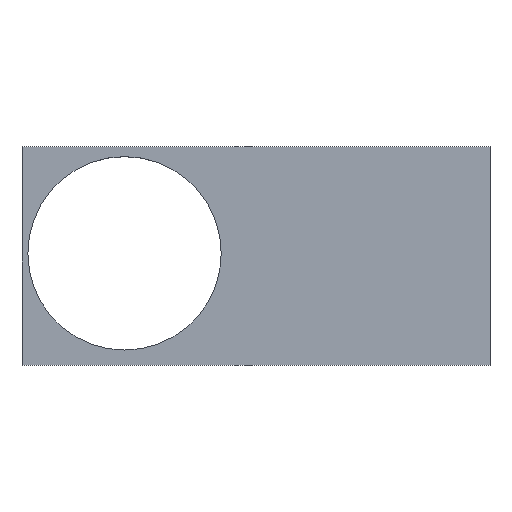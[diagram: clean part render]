
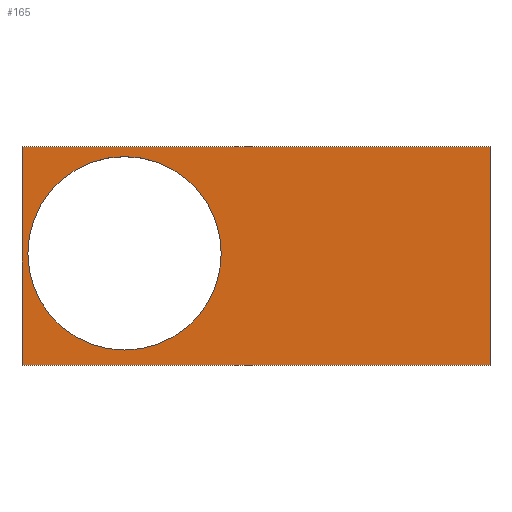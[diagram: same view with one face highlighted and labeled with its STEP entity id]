
A CAD part, top view. The second image highlights one B-rep face of the part: STEP entity #165.
In plain terms, the highlighted planar face has unit normal (0, 0, 1).
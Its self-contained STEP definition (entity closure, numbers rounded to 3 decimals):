
#4 = DIRECTION ( 'NONE',  ( 0., -1., 0. ) ) ;
#8 = CARTESIAN_POINT ( 'NONE',  ( 0., 0., 2. ) ) ;
#20 = VERTEX_POINT ( 'NONE', #196 ) ;
#22 = DIRECTION ( 'NONE',  ( 1., 0., 0. ) ) ;
#25 = EDGE_CURVE ( 'NONE', #20, #200, #148, .T. ) ;
#28 = VERTEX_POINT ( 'NONE', #146 ) ;
#33 = CARTESIAN_POINT ( 'NONE',  ( 0., 0., 2. ) ) ;
#49 = ORIENTED_EDGE ( 'NONE', *, *, #25, .T. ) ;
#51 = EDGE_CURVE ( 'NONE', #200, #28, #53, .T. ) ;
#53 = LINE ( 'NONE', #249, #140 ) ;
#57 = CARTESIAN_POINT ( 'NONE',  ( 16.433, 17.926, 2. ) ) ;
#59 = EDGE_CURVE ( 'NONE', #136, #20, #75, .T. ) ;
#60 = CARTESIAN_POINT ( 'NONE',  ( 0.933, 17.926, 2. ) ) ;
#64 = AXIS2_PLACEMENT_3D ( 'NONE', #128, #180, #206 ) ;
#65 = CARTESIAN_POINT ( 'NONE',  ( 0., 35., 2. ) ) ;
#75 = LINE ( 'NONE', #33, #310 ) ;
#80 = FACE_OUTER_BOUND ( 'NONE', #205, .T. ) ;
#81 = EDGE_LOOP ( 'NONE', ( #117, #126 ) ) ;
#95 = ORIENTED_EDGE ( 'NONE', *, *, #51, .T. ) ;
#107 = CARTESIAN_POINT ( 'NONE',  ( 31.933, 17.926, 2. ) ) ;
#115 = DIRECTION ( 'NONE',  ( -1., 0., 0. ) ) ;
#117 = ORIENTED_EDGE ( 'NONE', *, *, #288, .F. ) ;
#126 = ORIENTED_EDGE ( 'NONE', *, *, #198, .F. ) ;
#128 = CARTESIAN_POINT ( 'NONE',  ( 0., 0., 2. ) ) ;
#136 = VERTEX_POINT ( 'NONE', #279 ) ;
#140 = VECTOR ( 'NONE', #272, 1000. ) ;
#141 = AXIS2_PLACEMENT_3D ( 'NONE', #57, #251, #181 ) ;
#146 = CARTESIAN_POINT ( 'NONE',  ( 75., 35., 2. ) ) ;
#148 = LINE ( 'NONE', #8, #301 ) ;
#149 = DIRECTION ( 'NONE',  ( 1., 0., 0. ) ) ;
#152 = AXIS2_PLACEMENT_3D ( 'NONE', #163, #283, #22 ) ;
#163 = CARTESIAN_POINT ( 'NONE',  ( 16.433, 17.926, 2. ) ) ;
#165 = ADVANCED_FACE ( 'NONE', ( #193, #80 ), #178, .F. ) ;
#169 = VERTEX_POINT ( 'NONE', #60 ) ;
#178 = PLANE ( 'NONE',  #64 ) ;
#180 = DIRECTION ( 'NONE',  ( 0., 0., -1. ) ) ;
#181 = DIRECTION ( 'NONE',  ( 1., 0., 0. ) ) ;
#193 = FACE_BOUND ( 'NONE', #81, .T. ) ;
#196 = CARTESIAN_POINT ( 'NONE',  ( 0., 0., 2. ) ) ;
#198 = EDGE_CURVE ( 'NONE', #169, #233, #199, .T. ) ;
#199 = CIRCLE ( 'NONE', #141, 15.5 ) ;
#200 = VERTEX_POINT ( 'NONE', #204 ) ;
#204 = CARTESIAN_POINT ( 'NONE',  ( 75., 0., 2. ) ) ;
#205 = EDGE_LOOP ( 'NONE', ( #236, #49, #95, #294 ) ) ;
#206 = DIRECTION ( 'NONE',  ( -1., 0., 0. ) ) ;
#221 = VECTOR ( 'NONE', #115, 1000. ) ;
#233 = VERTEX_POINT ( 'NONE', #107 ) ;
#236 = ORIENTED_EDGE ( 'NONE', *, *, #59, .T. ) ;
#249 = CARTESIAN_POINT ( 'NONE',  ( 75., 0., 2. ) ) ;
#251 = DIRECTION ( 'NONE',  ( 0., 0., 1. ) ) ;
#252 = EDGE_CURVE ( 'NONE', #28, #136, #260, .T. ) ;
#260 = LINE ( 'NONE', #65, #221 ) ;
#272 = DIRECTION ( 'NONE',  ( 0., 1., 0. ) ) ;
#277 = CIRCLE ( 'NONE', #152, 15.5 ) ;
#279 = CARTESIAN_POINT ( 'NONE',  ( 0., 35., 2. ) ) ;
#283 = DIRECTION ( 'NONE',  ( 0., 0., 1. ) ) ;
#288 = EDGE_CURVE ( 'NONE', #233, #169, #277, .T. ) ;
#294 = ORIENTED_EDGE ( 'NONE', *, *, #252, .T. ) ;
#301 = VECTOR ( 'NONE', #149, 1000. ) ;
#310 = VECTOR ( 'NONE', #4, 1000. ) ;
